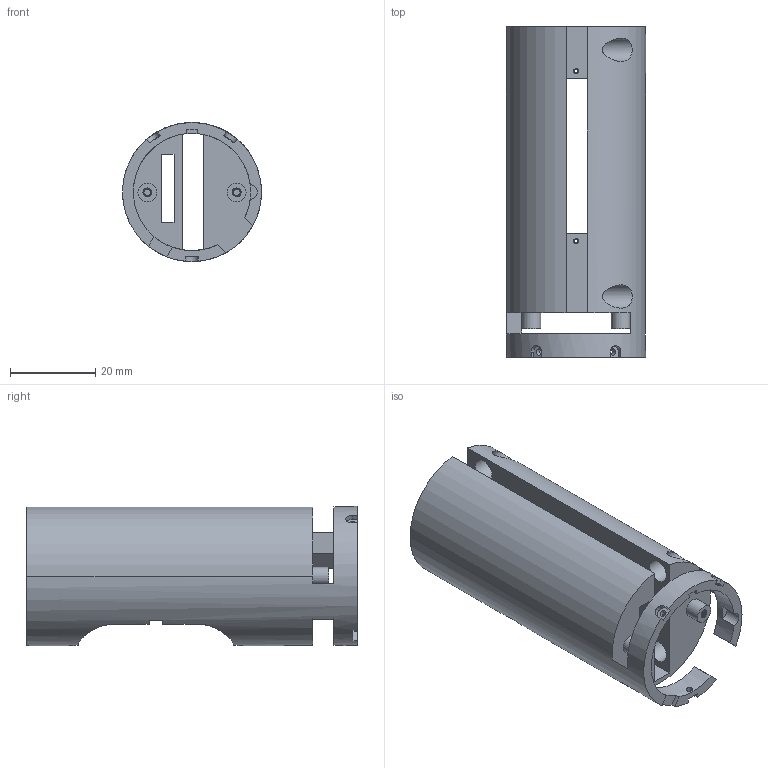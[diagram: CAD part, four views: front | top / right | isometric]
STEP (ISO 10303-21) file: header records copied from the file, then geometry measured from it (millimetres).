
FILE_DESCRIPTION(/* description */ (''),/* implementation_level */ '2;1');
FILE_NAME(/* name */ 'PiSight.step',/* time_stamp */ '2020-08-16T19:38:48-07:00',/* author */ ('Max Braun'),/* organization */ (''),/* preprocessor_version */ 'ST-DEVELOPER v18.1',/* originating_system */ 'Autodesk Translation Framework v9.3.0.1241',/* authorisation */ '');
FILE_SCHEMA (('AUTOMOTIVE_DESIGN { 1 0 10303 214 3 1 1 }'));
Length unit declared in the file: millimetre
Products named in the file (1): PiSight
Bounding box: 32.7 x 77.7 x 32.7 mm (x, y, z)
Volume: 38087 mm3; surface area: 16856.2 mm2
Topology: 1 solids, 1 shells, 306 faces, 904 edges, 605 vertices
Faces by surface type: cylinder 207, plane 83, bspline 16
Full cylindrical faces by diameter (mm): 0.969 x6, 1.254 x4, 1.5 x3, 1.623 x10, 2.074 x4, 2.175 x28, 2.675 x16, 4.4 x2, 5.5 x4, 32.7 x1
Entity records: 21756 total; most frequent: CARTESIAN_POINT 14271, ORIENTED_EDGE 1808, DIRECTION 1148, EDGE_CURVE 904, VERTEX_POINT 605, B_SPLINE_CURVE_WITH_KNOTS 429, LINE 384, VECTOR 384
